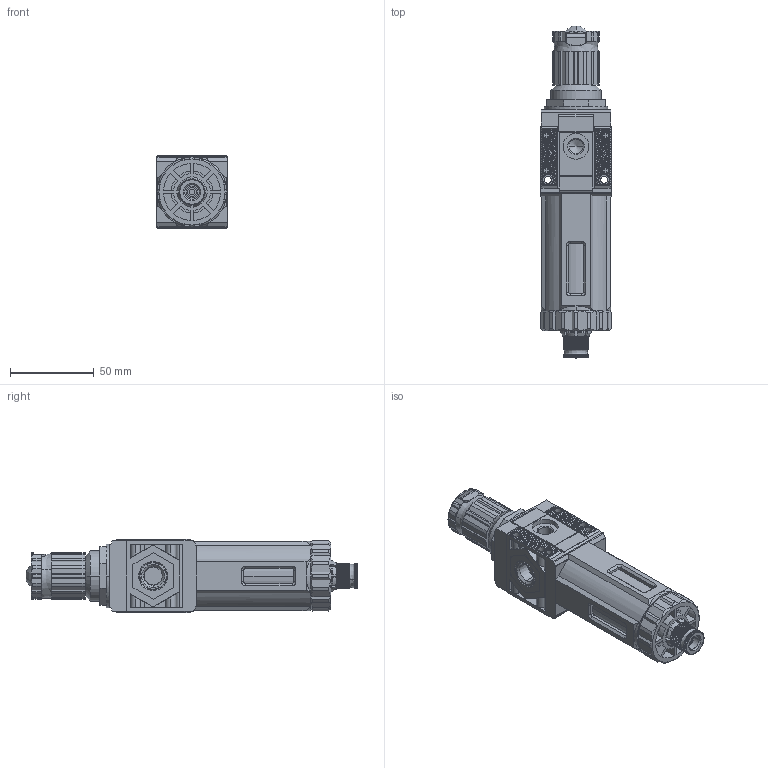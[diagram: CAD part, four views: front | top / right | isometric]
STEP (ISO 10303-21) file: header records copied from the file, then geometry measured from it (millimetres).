
FILE_DESCRIPTION (( 'STEP AP203' ), '1' );
FILE_NAME ('5U12B242.step', '2023-05-17T15:06:06', ( '' ), ( '' ), 'SwSTEP 2.0', 'SolidWorks 2021', '' );
FILE_SCHEMA (( 'CONFIG_CONTROL_DESIGN' ));
Products named in the file (1): 5U12B242
Bounding box: 42.2 x 198 x 43.6 mm (x, y, z)
Volume: 161389.4 mm3; surface area: 74307.7 mm2
Topology: 15 solids, 15 shells, 2181 faces, 5800 edges, 3683 vertices
Faces by surface type: plane 1612, cylinder 418, cone 109, bspline 42
Entity records: 69064 total; most frequent: CARTESIAN_POINT 15402, ORIENTED_EDGE 11588, DIRECTION 10662, EDGE_CURVE 5794, VECTOR 4194, LINE 4194, VERTEX_POINT 3683, AXIS2_PLACEMENT_3D 3234
